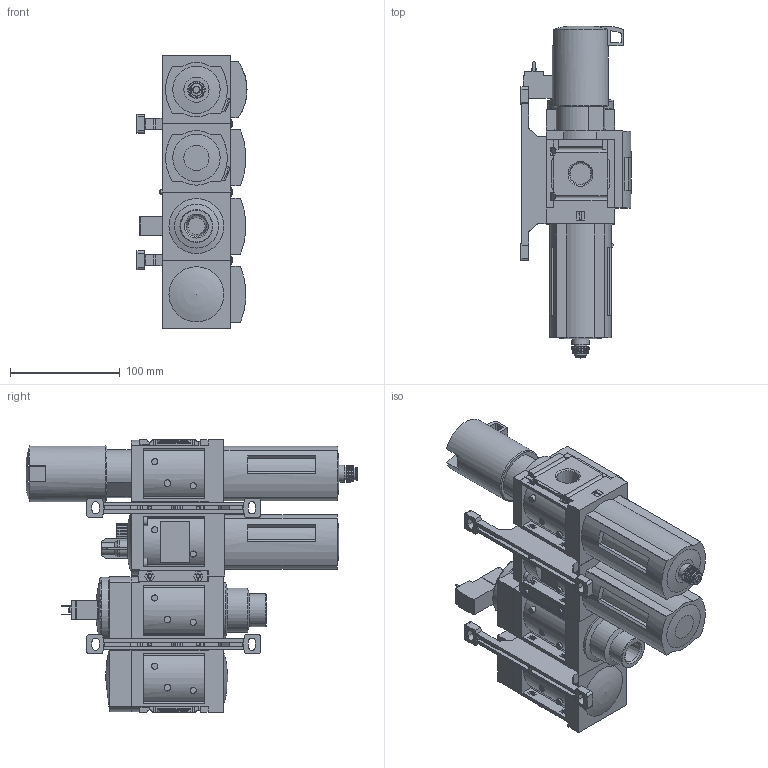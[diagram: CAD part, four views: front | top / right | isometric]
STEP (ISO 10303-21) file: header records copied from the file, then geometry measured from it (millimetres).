
FILE_DESCRIPTION(/* description */ ('STEP AP214'),/* implementation_level */ '2;1');
FILE_NAME(/* name */ '541478_MSB6N-1_2_J4M1D1A1-WP',/* time_stamp */ '2024-09-11T20:13:04+02:00',/* author */ ('License CC BY-ND 4.0'),/* organization */ ('CADENAS'),/* preprocessor_version */ 'ST-DEVELOPER v19.3',/* originating_system */ 'PARTsolutions',/* authorisation */ ' ');
FILE_SCHEMA (('AUTOMOTIVE_DESIGN {1 0 10303 214 3 1 1}'));
Length unit declared in the file: millimetre
Products named in the file (9): 541478 MSB6N-1/2:J4M1D1A1-WP; 527667 MS6N-LFR-1/2-D7-C-R-V-AS 1D; KOND MS6-1-3; 527675 MS6N-LOE-1/2-R1D; 8134994 MS6-MV-B---(0_p); 532195 MS6-WP---(w); 527683 MS6N-EE-1/2-V241d; 5206604 MS6-MV-B---(0_p); 527685 MS6N-DL-1/21d
Assembly tree (11 placements, depth 2):
  541478 MSB6N-1/2:J4M1D1A1-WP
    527667 MS6N-LFR-1/2-D7-C-R-V-AS 1D
    KOND MS6-1-3
    527675 MS6N-LOE-1/2-R1D
    8134994 MS6-MV-B---(0_p)  x3
    532195 MS6-WP---(w)  x2
    527683 MS6N-EE-1/2-V241d
    5206604 MS6-MV-B---(0_p)
    527685 MS6N-DL-1/21d
Bounding box: 100.1 x 301.86 x 248 mm (x, y, z)
Volume: 2248170.5 mm3; surface area: 273648.9 mm2
Topology: 11 solids, 11 shells, 1615 faces, 4352 edges, 2851 vertices
Faces by surface type: plane 1077, cylinder 392, cone 88, torus 52, sphere 6
Full cylindrical faces by diameter (mm): 2.013 x1, 2.5 x1, 3.242 x6, 3.4 x6, 3.8 x1, 4 x6, 4.5 x2, 4.6 x6, 5 x1, 5.5 x10, 5.8 x2, 6 x1, 7 x1, 7.6 x6, 7.8 x6, 9.4 x1, 11 x1, 11.4 x1, 11.6 x1, 11.8 x1, 15.8 x1, 30 x1, 40 x1, 50 x1, 51 x1, 60 x1
Entity records: 51580 total; most frequent: CARTESIAN_POINT 8154, ORIENTED_EDGE 7112, DIRECTION 6956, EDGE_CURVE 3556, LINE 2506, VECTOR 2506, VERTEX_POINT 2399, AXIS2_PLACEMENT_3D 2225
